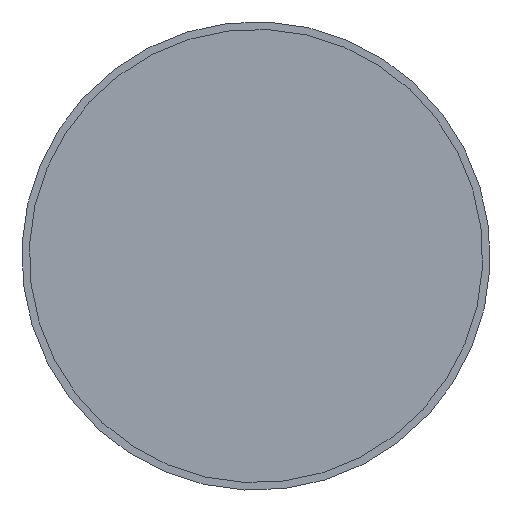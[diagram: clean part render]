
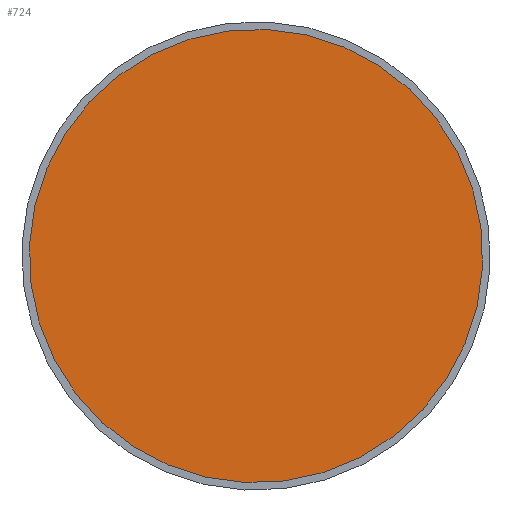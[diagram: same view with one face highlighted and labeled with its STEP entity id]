
A CAD part, front view. The second image highlights one B-rep face of the part: STEP entity #724.
In plain terms, the highlighted planar face has unit normal (0, -1, 0).
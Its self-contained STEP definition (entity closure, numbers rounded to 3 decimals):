
#112=FACE_OUTER_BOUND('',#155,.T.);
#155=EDGE_LOOP('',(#485,#486));
#213=CIRCLE('',#803,30.);
#214=CIRCLE('',#804,30.);
#278=VERTEX_POINT('',#1167);
#279=VERTEX_POINT('',#1168);
#356=EDGE_CURVE('',#278,#279,#213,.T.);
#357=EDGE_CURVE('',#279,#278,#214,.T.);
#485=ORIENTED_EDGE('',*,*,#356,.T.);
#486=ORIENTED_EDGE('',*,*,#357,.T.);
#662=PLANE('',#805);
#724=ADVANCED_FACE('',(#112),#662,.T.);
#803=AXIS2_PLACEMENT_3D('',#1169,#939,#940);
#804=AXIS2_PLACEMENT_3D('',#1170,#941,#942);
#805=AXIS2_PLACEMENT_3D('',#1172,#944,#945);
#939=DIRECTION('center_axis',(0.,-1.,0.));
#940=DIRECTION('ref_axis',(0.992,0.,0.125));
#941=DIRECTION('center_axis',(0.,-1.,0.));
#942=DIRECTION('ref_axis',(0.992,0.,0.125));
#944=DIRECTION('center_axis',(0.,-1.,0.));
#945=DIRECTION('ref_axis',(0.125,0.,-0.992));
#1167=CARTESIAN_POINT('',(29.764,-29.859,3.758));
#1168=CARTESIAN_POINT('',(-29.764,-29.859,-3.758));
#1169=CARTESIAN_POINT('Origin',(0.,-29.859,0.));
#1170=CARTESIAN_POINT('Origin',(0.,-29.859,0.));
#1172=CARTESIAN_POINT('Origin',(14.882,-29.859,1.879));
